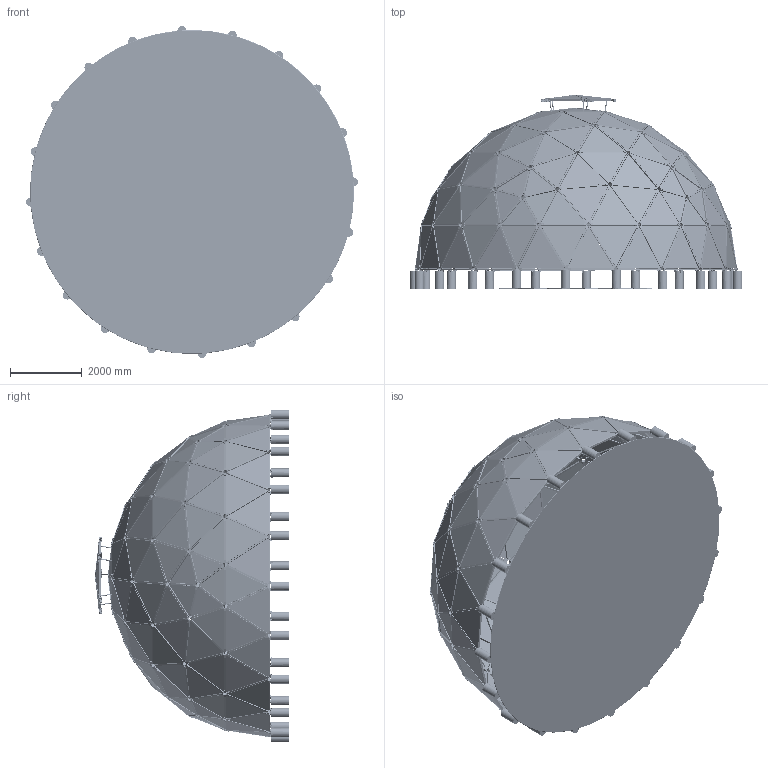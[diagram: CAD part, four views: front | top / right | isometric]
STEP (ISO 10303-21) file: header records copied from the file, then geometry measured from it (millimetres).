
FILE_DESCRIPTION (( 'STEP AP214' ), '1' );
FILE_NAME ('assembl.STEP', '2025-09-11T19:58:42', ( '' ), ( '' ), 'SwSTEP 2.0', 'SolidWorks 2022', '' );
FILE_SCHEMA (( 'AUTOMOTIVE_DESIGN' ));
Length unit declared in the file: millimetre
Products named in the file (21): r1R2_Kruschkerod_e; r1panel; r1R2_Kruschke5_wa_conn; r1panel_4; r1R2_Kruschke6_wa_conn; r1R2_Kruschkea; r1R2_Kruschkerod_ee; r16_wa_connec_1; r1R2_Kruschke6_wa_conn_2; r1panel_3; assembl; r1R2_Kruschkeb; r1R2_Kruschked; r16_wa_connec_3; r1panel_2; countersunk raised head cross recess screw_iso_ISO 7047 - M10 x 40 - Z - 40N; r1R2_Kruschkec; r1panel_1; r1R2_Kruschkegrasss; r1R2_Kruschkerod_ee_up; r1R2_Kruschke6_wa_conn3
Assembly tree (499 placements, depth 3):
  assembl
    r1R2_Kruschke5_wa_conn  x7
    r1R2_Kruschkerod_e  x30
    r1R2_Kruschke6_wa_conn  x30
    r1R2_Kruschkerod_ee_up  x5
    r1R2_Kruschkeb  x54
    r1R2_Kruschkec  x25
    r1R2_Kruschke6_wa_conn3  x30
    r1R2_Kruschkea  x65
    r1R2_Kruschked  x25
    r1R2_Kruschke6_wa_conn_2  x20
    r1R2_Kruschkerod_ee  x20
    r16_wa_connec_1  x5
      r1R2_Kruschke6_wa_conn
      r1R2_Kruschkerod_e
      r1R2_Kruschkerod_ee
      r1R2_Kruschkeb
      r1R2_Kruschkec
    r16_wa_connec_3  x5
      r1R2_Kruschke6_wa_conn3
      r1R2_Kruschkeb
      r1R2_Kruschkea
      r1R2_Kruschked
    r1panel_1  x60
    r1panel  x35
    r1panel_2  x30
    r1panel_3  x30
    r1panel_4  x10
    r1R2_Kruschkegrasss
    countersunk raised head cross recess screw_iso_ISO 7047 - M10 x 40 - Z - 40N
Bounding box: 9232.17 x 5408.33 x 9232.17 mm (x, y, z)
Volume: 3596413369 mm3; surface area: 447901904.6 mm2
Topology: 533 solids, 533 shells, 22461 faces, 60894 edges, 40577 vertices
Faces by surface type: plane 13392, cylinder 6847, bspline 2210, cone 8, torus 2, sphere 2
Entity records: 40466 total; most frequent: CARTESIAN_POINT 10382, DIRECTION 5966, ORIENTED_EDGE 5180, EDGE_CURVE 2590, AXIS2_PLACEMENT_3D 2133, VERTEX_POINT 1709, LINE 1700, VECTOR 1700
